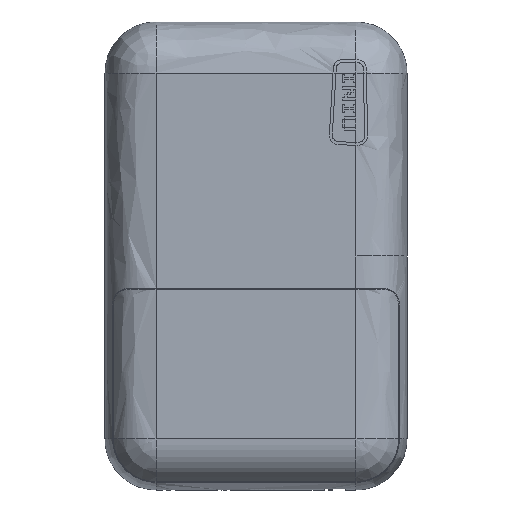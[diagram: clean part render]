
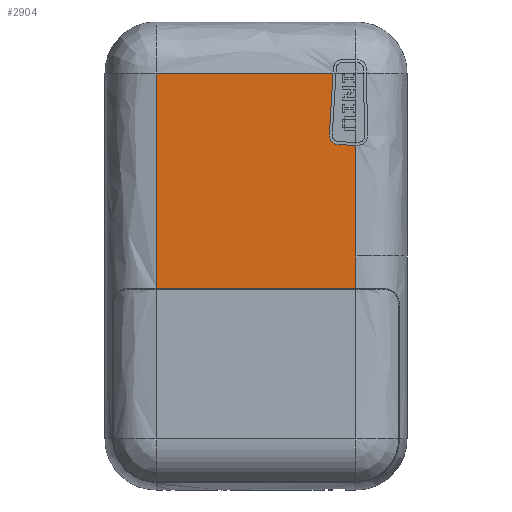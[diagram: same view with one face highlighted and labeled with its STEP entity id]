
A CAD part, left-side view. The second image highlights one B-rep face of the part: STEP entity #2904.
In plain terms, the highlighted planar face has unit normal (-1, 0, 0).
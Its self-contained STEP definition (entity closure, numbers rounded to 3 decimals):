
#22 = VERTEX_POINT ( 'NONE', #2033 ) ;
#160 = CARTESIAN_POINT ( 'NONE',  ( -18.5, 23.5, -7.583 ) ) ;
#213 = ORIENTED_EDGE ( 'NONE', *, *, #6541, .F. ) ;
#689 = VERTEX_POINT ( 'NONE', #1040 ) ;
#716 = ORIENTED_EDGE ( 'NONE', *, *, #6038, .F. ) ;
#849 = CARTESIAN_POINT ( 'NONE',  ( -18.5, -23.5, 0. ) ) ;
#1040 = CARTESIAN_POINT ( 'NONE',  ( -18.5, -18.09, 43. ) ) ;
#1181 = AXIS2_PLACEMENT_3D ( 'NONE', #3960, #2795, #2472 ) ;
#1182 = LINE ( 'NONE', #2820, #6749 ) ;
#1199 = LINE ( 'NONE', #1941, #3144 ) ;
#1342 = EDGE_CURVE ( 'NONE', #22, #689, #2547, .T. ) ;
#1617 = CARTESIAN_POINT ( 'NONE',  ( -18.5, -23.5, 26.038 ) ) ;
#1661 = CIRCLE ( 'NONE', #6537, 2.2 ) ;
#1684 = EDGE_CURVE ( 'NONE', #6441, #5752, #4678, .T. ) ;
#1732 = CARTESIAN_POINT ( 'NONE',  ( -18.5, 23.5, 43. ) ) ;
#1745 = EDGE_LOOP ( 'NONE', ( #3811, #716, #4065, #2710, #213, #6498, #1782, #2578 ) ) ;
#1782 = ORIENTED_EDGE ( 'NONE', *, *, #6920, .T. ) ;
#1795 = PLANE ( 'NONE',  #1181 ) ;
#1941 = CARTESIAN_POINT ( 'NONE',  ( -18.5, -23.5, 0. ) ) ;
#2033 = CARTESIAN_POINT ( 'NONE',  ( -18.5, -17.245, 28.471 ) ) ;
#2042 = CARTESIAN_POINT ( 'NONE',  ( -18.5, -0.684, 26.625 ) ) ;
#2086 = DIRECTION ( 'NONE',  ( 0., -0.058, 0.998 ) ) ;
#2223 = VECTOR ( 'NONE', #3897, 1000. ) ;
#2472 = DIRECTION ( 'NONE',  ( 0., 0., -1. ) ) ;
#2547 = LINE ( 'NONE', #3630, #4350 ) ;
#2578 = ORIENTED_EDGE ( 'NONE', *, *, #6497, .F. ) ;
#2612 = VERTEX_POINT ( 'NONE', #849 ) ;
#2710 = ORIENTED_EDGE ( 'NONE', *, *, #3260, .F. ) ;
#2759 = VECTOR ( 'NONE', #4288, 1000. ) ;
#2795 = DIRECTION ( 'NONE',  ( 1., 0., 0. ) ) ;
#2820 = CARTESIAN_POINT ( 'NONE',  ( -18.5, 0., -7.583 ) ) ;
#2904 = ADVANCED_FACE ( 'NONE', ( #6660 ), #1795, .F. ) ;
#3066 = VERTEX_POINT ( 'NONE', #3110 ) ;
#3110 = CARTESIAN_POINT ( 'NONE',  ( -18.5, -19.385, 26.144 ) ) ;
#3144 = VECTOR ( 'NONE', #3561, 1000. ) ;
#3260 = EDGE_CURVE ( 'NONE', #5091, #6441, #1182, .T. ) ;
#3349 = CARTESIAN_POINT ( 'NONE',  ( -18.5, -23.5, 43. ) ) ;
#3476 = VECTOR ( 'NONE', #5680, 1000. ) ;
#3561 = DIRECTION ( 'NONE',  ( 0., 0., -1. ) ) ;
#3630 = CARTESIAN_POINT ( 'NONE',  ( -18.5, -15.537, -0.904 ) ) ;
#3811 = ORIENTED_EDGE ( 'NONE', *, *, #1342, .T. ) ;
#3838 = LINE ( 'NONE', #3349, #5858 ) ;
#3897 = DIRECTION ( 'NONE',  ( 0., -1., 0. ) ) ;
#3907 = CARTESIAN_POINT ( 'NONE',  ( -18.5, 23.5, 43. ) ) ;
#3960 = CARTESIAN_POINT ( 'NONE',  ( -18.5, 0., 0. ) ) ;
#3966 = CARTESIAN_POINT ( 'NONE',  ( -18.5, -19.441, 28.343 ) ) ;
#4044 = DIRECTION ( 'NONE',  ( 0., 0., 1. ) ) ;
#4065 = ORIENTED_EDGE ( 'NONE', *, *, #1684, .F. ) ;
#4100 = VERTEX_POINT ( 'NONE', #1617 ) ;
#4238 = EDGE_CURVE ( 'NONE', #4100, #2612, #3838, .T. ) ;
#4288 = DIRECTION ( 'NONE',  ( 0., 0., 1. ) ) ;
#4305 = CARTESIAN_POINT ( 'NONE',  ( -18.5, -23.5, -7.583 ) ) ;
#4350 = VECTOR ( 'NONE', #2086, 1000. ) ;
#4678 = LINE ( 'NONE', #4824, #2759 ) ;
#4753 = LINE ( 'NONE', #2042, #3476 ) ;
#4824 = CARTESIAN_POINT ( 'NONE',  ( -18.5, 23.5, -43. ) ) ;
#5091 = VERTEX_POINT ( 'NONE', #4305 ) ;
#5365 = LINE ( 'NONE', #1732, #2223 ) ;
#5607 = DIRECTION ( 'NONE',  ( -1., 0., 0. ) ) ;
#5680 = DIRECTION ( 'NONE',  ( 0., 1., 0.026 ) ) ;
#5752 = VERTEX_POINT ( 'NONE', #3907 ) ;
#5858 = VECTOR ( 'NONE', #6478, 1000. ) ;
#6038 = EDGE_CURVE ( 'NONE', #5752, #689, #5365, .T. ) ;
#6441 = VERTEX_POINT ( 'NONE', #160 ) ;
#6478 = DIRECTION ( 'NONE',  ( 0., 0., -1. ) ) ;
#6497 = EDGE_CURVE ( 'NONE', #22, #3066, #1661, .T. ) ;
#6498 = ORIENTED_EDGE ( 'NONE', *, *, #4238, .F. ) ;
#6537 = AXIS2_PLACEMENT_3D ( 'NONE', #3966, #5607, #4044 ) ;
#6541 = EDGE_CURVE ( 'NONE', #2612, #5091, #1199, .T. ) ;
#6551 = DIRECTION ( 'NONE',  ( 0., 1., 0. ) ) ;
#6660 = FACE_OUTER_BOUND ( 'NONE', #1745, .T. ) ;
#6749 = VECTOR ( 'NONE', #6551, 1000. ) ;
#6920 = EDGE_CURVE ( 'NONE', #4100, #3066, #4753, .T. ) ;
